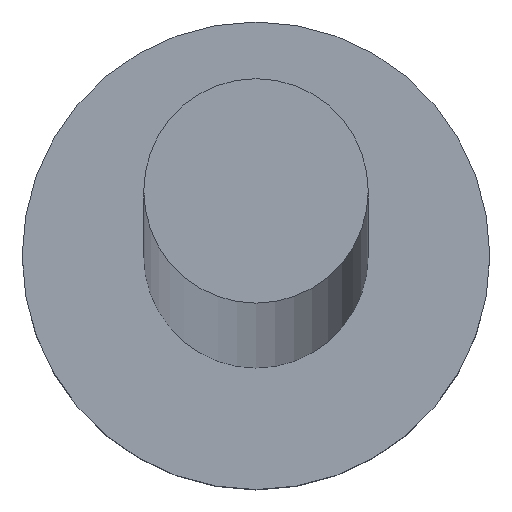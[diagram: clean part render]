
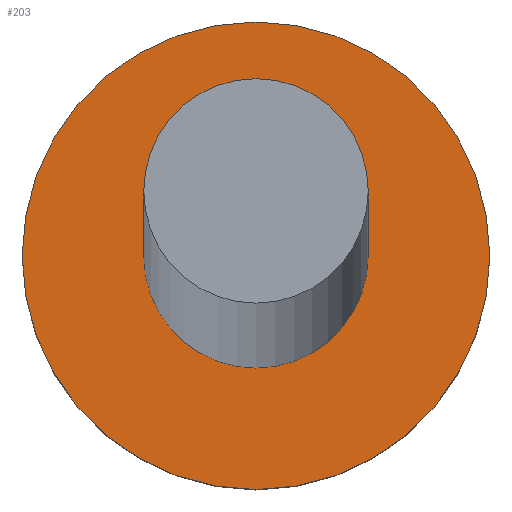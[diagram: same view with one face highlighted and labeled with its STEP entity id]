
A CAD part, top view. The second image highlights one B-rep face of the part: STEP entity #203.
In plain terms, the highlighted planar face has unit normal (0, 0, 1).
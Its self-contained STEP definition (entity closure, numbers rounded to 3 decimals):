
#1 = PLANE ( 'NONE',  #192 ) ;
#7 = VERTEX_POINT ( 'NONE', #16 ) ;
#13 = ORIENTED_EDGE ( 'NONE', *, *, #254, .T. ) ;
#16 = CARTESIAN_POINT ( 'NONE',  ( 0.6, 0., 1.2 ) ) ;
#19 = CARTESIAN_POINT ( 'NONE',  ( 0., 0., 1.2 ) ) ;
#28 = CIRCLE ( 'NONE', #110, 0.6 ) ;
#29 = CIRCLE ( 'NONE', #142, 1.25 ) ;
#38 = CARTESIAN_POINT ( 'NONE',  ( 0., 0., 1.2 ) ) ;
#46 = EDGE_LOOP ( 'NONE', ( #54, #69 ) ) ;
#49 = CIRCLE ( 'NONE', #185, 0.6 ) ;
#54 = ORIENTED_EDGE ( 'NONE', *, *, #183, .F. ) ;
#55 = DIRECTION ( 'NONE',  ( 1., 0., 0. ) ) ;
#56 = CARTESIAN_POINT ( 'NONE',  ( 0., 0., 1.2 ) ) ;
#69 = ORIENTED_EDGE ( 'NONE', *, *, #189, .F. ) ;
#76 = DIRECTION ( 'NONE',  ( 0., 0., 1. ) ) ;
#88 = CARTESIAN_POINT ( 'NONE',  ( 1.25, 0., 1.2 ) ) ;
#92 = CARTESIAN_POINT ( 'NONE',  ( -1.25, 0., 1.2 ) ) ;
#93 = DIRECTION ( 'NONE',  ( 0., 0., 1. ) ) ;
#94 = CARTESIAN_POINT ( 'NONE',  ( 0., 0., 1.2 ) ) ;
#95 = FACE_BOUND ( 'NONE', #46, .T. ) ;
#109 = DIRECTION ( 'NONE',  ( 1., 0., 0. ) ) ;
#110 = AXIS2_PLACEMENT_3D ( 'NONE', #94, #76, #55 ) ;
#111 = DIRECTION ( 'NONE',  ( 1., 0., 0. ) ) ;
#112 = DIRECTION ( 'NONE',  ( 1., 0., 0. ) ) ;
#115 = AXIS2_PLACEMENT_3D ( 'NONE', #56, #234, #112 ) ;
#128 = VERTEX_POINT ( 'NONE', #88 ) ;
#142 = AXIS2_PLACEMENT_3D ( 'NONE', #218, #155, #109 ) ;
#155 = DIRECTION ( 'NONE',  ( 0., 0., 1. ) ) ;
#167 = VERTEX_POINT ( 'NONE', #174 ) ;
#168 = VERTEX_POINT ( 'NONE', #92 ) ;
#174 = CARTESIAN_POINT ( 'NONE',  ( -0.6, 0., 1.2 ) ) ;
#177 = FACE_OUTER_BOUND ( 'NONE', #210, .T. ) ;
#183 = EDGE_CURVE ( 'NONE', #167, #7, #49, .T. ) ;
#185 = AXIS2_PLACEMENT_3D ( 'NONE', #38, #93, #202 ) ;
#189 = EDGE_CURVE ( 'NONE', #7, #167, #28, .T. ) ;
#192 = AXIS2_PLACEMENT_3D ( 'NONE', #19, #199, #111 ) ;
#194 = EDGE_CURVE ( 'NONE', #128, #168, #243, .T. ) ;
#199 = DIRECTION ( 'NONE',  ( 0., 0., 1. ) ) ;
#202 = DIRECTION ( 'NONE',  ( 1., 0., 0. ) ) ;
#203 = ADVANCED_FACE ( 'NONE', ( #95, #177 ), #1, .T. ) ;
#210 = EDGE_LOOP ( 'NONE', ( #13, #211 ) ) ;
#211 = ORIENTED_EDGE ( 'NONE', *, *, #194, .T. ) ;
#218 = CARTESIAN_POINT ( 'NONE',  ( 0., 0., 1.2 ) ) ;
#234 = DIRECTION ( 'NONE',  ( 0., 0., 1. ) ) ;
#243 = CIRCLE ( 'NONE', #115, 1.25 ) ;
#254 = EDGE_CURVE ( 'NONE', #168, #128, #29, .T. ) ;
